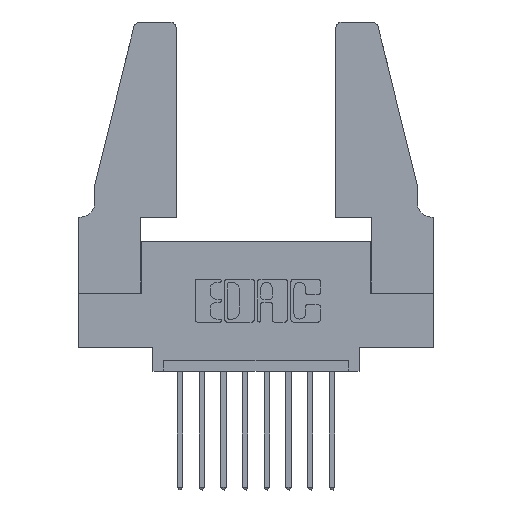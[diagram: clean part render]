
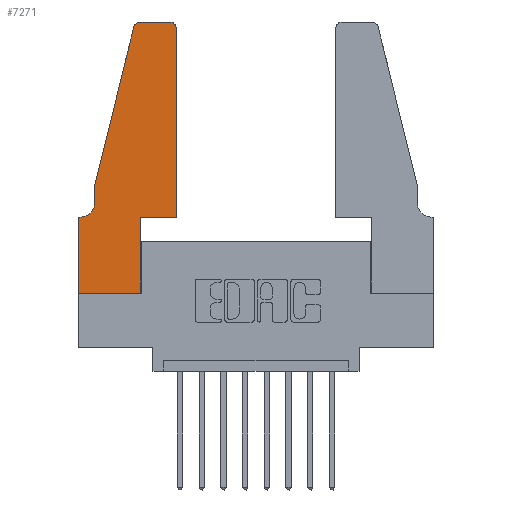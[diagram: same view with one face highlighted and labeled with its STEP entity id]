
A CAD part, top view. The second image highlights one B-rep face of the part: STEP entity #7271.
In plain terms, the highlighted planar face has unit normal (0, 0, 1).
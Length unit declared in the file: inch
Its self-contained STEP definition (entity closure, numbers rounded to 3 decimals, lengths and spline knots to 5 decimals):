
#253 = VERTEX_POINT ( 'NONE', #3812 ) ;
#444 = DIRECTION ( 'NONE',  ( 1., 0., 0. ) ) ;
#602 = CARTESIAN_POINT ( 'NONE',  ( 0.2865, 0., 0.37 ) ) ;
#668 = ORIENTED_EDGE ( 'NONE', *, *, #3176, .T. ) ;
#689 = EDGE_CURVE ( 'NONE', #12575, #8067, #10332, .T. ) ;
#729 = CARTESIAN_POINT ( 'NONE',  ( 0.4505, 1.22, 0.37 ) ) ;
#734 = VECTOR ( 'NONE', #444, 39.37008 ) ;
#975 = CARTESIAN_POINT ( 'NONE',  ( 0.0055, 0.42, 0.37 ) ) ;
#992 = DIRECTION ( 'NONE',  ( 0., 0., 1. ) ) ;
#1353 = DIRECTION ( 'NONE',  ( 1., 0., 0. ) ) ;
#1566 = DIRECTION ( 'NONE',  ( -0.239, -0.971, 0. ) ) ;
#1655 = LINE ( 'NONE', #11198, #8503 ) ;
#2056 = VECTOR ( 'NONE', #9110, 39.37008 ) ;
#2061 = VERTEX_POINT ( 'NONE', #8011 ) ;
#2078 = CARTESIAN_POINT ( 'NONE',  ( 0.0755, 0.42, 0.37 ) ) ;
#2186 = EDGE_CURVE ( 'NONE', #253, #4699, #5465, .T. ) ;
#2210 = CARTESIAN_POINT ( 'NONE',  ( 0.4205, 1.22, 0.37 ) ) ;
#2260 = DIRECTION ( 'NONE',  ( 0., 0., 1. ) ) ;
#2733 = CARTESIAN_POINT ( 'NONE',  ( 0.25487, 1.22718, 0.37 ) ) ;
#2770 = EDGE_CURVE ( 'NONE', #6867, #12575, #5744, .T. ) ;
#3082 = EDGE_CURVE ( 'NONE', #8067, #253, #9458, .T. ) ;
#3131 = ORIENTED_EDGE ( 'NONE', *, *, #2770, .T. ) ;
#3133 = DIRECTION ( 'NONE',  ( 1., 0., 0. ) ) ;
#3155 = CARTESIAN_POINT ( 'NONE',  ( 0.0755, 0.5, 0.37 ) ) ;
#3176 = EDGE_CURVE ( 'NONE', #8759, #12414, #1655, .T. ) ;
#3205 = VECTOR ( 'NONE', #11555, 39.37008 ) ;
#3419 = VECTOR ( 'NONE', #8237, 39.37008 ) ;
#3633 = CARTESIAN_POINT ( 'NONE',  ( 0.4505, 0.35, 0.37 ) ) ;
#3644 = DIRECTION ( 'NONE',  ( 0., 1., 0. ) ) ;
#3812 = CARTESIAN_POINT ( 'NONE',  ( 0.4205, 1.25, 0.37 ) ) ;
#3952 = VERTEX_POINT ( 'NONE', #602 ) ;
#4001 = EDGE_CURVE ( 'NONE', #3952, #6867, #11774, .T. ) ;
#4136 = VECTOR ( 'NONE', #3644, 39.37008 ) ;
#4307 = LINE ( 'NONE', #11293, #3205 ) ;
#4523 = ORIENTED_EDGE ( 'NONE', *, *, #12652, .T. ) ;
#4670 = EDGE_CURVE ( 'NONE', #8718, #2061, #12435, .T. ) ;
#4699 = VERTEX_POINT ( 'NONE', #4923 ) ;
#4923 = CARTESIAN_POINT ( 'NONE',  ( 0.284, 1.25, 0.37 ) ) ;
#5026 = VECTOR ( 'NONE', #12550, 39.37008 ) ;
#5036 = AXIS2_PLACEMENT_3D ( 'NONE', #9084, #992, #3133 ) ;
#5097 = ORIENTED_EDGE ( 'NONE', *, *, #6819, .T. ) ;
#5148 = DIRECTION ( 'NONE',  ( 1., 0., 0. ) ) ;
#5311 = CARTESIAN_POINT ( 'NONE',  ( 0.2605, 1.25, 0.37 ) ) ;
#5394 = ORIENTED_EDGE ( 'NONE', *, *, #4001, .T. ) ;
#5425 = CARTESIAN_POINT ( 'NONE',  ( 0.4505, 0.35, 0.37 ) ) ;
#5465 = LINE ( 'NONE', #5311, #3419 ) ;
#5744 = LINE ( 'NONE', #5425, #734 ) ;
#5971 = CARTESIAN_POINT ( 'NONE',  ( 0.4505, 0.35, 0.37 ) ) ;
#6128 = VECTOR ( 'NONE', #1353, 39.37008 ) ;
#6268 = AXIS2_PLACEMENT_3D ( 'NONE', #2210, #2260, #5148 ) ;
#6310 = VECTOR ( 'NONE', #1566, 39.37008 ) ;
#6317 = ORIENTED_EDGE ( 'NONE', *, *, #689, .T. ) ;
#6408 = ORIENTED_EDGE ( 'NONE', *, *, #12069, .T. ) ;
#6746 = DIRECTION ( 'NONE',  ( 0., 0., 1. ) ) ;
#6819 = EDGE_CURVE ( 'NONE', #4699, #11444, #8518, .T. ) ;
#6827 = DIRECTION ( 'NONE',  ( -1., 0., 0. ) ) ;
#6867 = VERTEX_POINT ( 'NONE', #10530 ) ;
#7206 = EDGE_LOOP ( 'NONE', ( #9869, #5097, #6408, #9151, #11512, #10326, #668, #4523, #5394, #3131, #6317, #8495 ) ) ;
#7254 = CARTESIAN_POINT ( 'NONE',  ( 0.0755, 0.5, 0.37 ) ) ;
#7271 = ADVANCED_FACE ( 'NONE', ( #8366 ), #10711, .T. ) ;
#7597 = EDGE_CURVE ( 'NONE', #2061, #8759, #4307, .T. ) ;
#8011 = CARTESIAN_POINT ( 'NONE',  ( 0.0055, 0.35, 0.37 ) ) ;
#8067 = VERTEX_POINT ( 'NONE', #729 ) ;
#8237 = DIRECTION ( 'NONE',  ( -1., 0., 0. ) ) ;
#8366 = FACE_OUTER_BOUND ( 'NONE', #7206, .T. ) ;
#8495 = ORIENTED_EDGE ( 'NONE', *, *, #3082, .T. ) ;
#8503 = VECTOR ( 'NONE', #9123, 39.37008 ) ;
#8518 = CIRCLE ( 'NONE', #5036, 0.03 ) ;
#8597 = DIRECTION ( 'NONE',  ( 1., 0., 0. ) ) ;
#8718 = VERTEX_POINT ( 'NONE', #2078 ) ;
#8759 = VERTEX_POINT ( 'NONE', #8980 ) ;
#8815 = CARTESIAN_POINT ( 'NONE',  ( 0.0755, 0.5, 0.37 ) ) ;
#8890 = LINE ( 'NONE', #7254, #6310 ) ;
#8980 = CARTESIAN_POINT ( 'NONE',  ( 0., 0.35, 0.37 ) ) ;
#9084 = CARTESIAN_POINT ( 'NONE',  ( 0.284, 1.22, 0.37 ) ) ;
#9110 = DIRECTION ( 'NONE',  ( 0., -1., 0. ) ) ;
#9123 = DIRECTION ( 'NONE',  ( 0., -1., 0. ) ) ;
#9144 = VERTEX_POINT ( 'NONE', #8815 ) ;
#9151 = ORIENTED_EDGE ( 'NONE', *, *, #11818, .T. ) ;
#9458 = CIRCLE ( 'NONE', #6268, 0.03 ) ;
#9465 = CARTESIAN_POINT ( 'NONE',  ( 0., 0., 0.37 ) ) ;
#9840 = AXIS2_PLACEMENT_3D ( 'NONE', #975, #12791, #6827 ) ;
#9869 = ORIENTED_EDGE ( 'NONE', *, *, #2186, .T. ) ;
#10260 = CARTESIAN_POINT ( 'NONE',  ( 0., 0., 0.37 ) ) ;
#10326 = ORIENTED_EDGE ( 'NONE', *, *, #7597, .T. ) ;
#10332 = LINE ( 'NONE', #3633, #5026 ) ;
#10530 = CARTESIAN_POINT ( 'NONE',  ( 0.2865, 0.35, 0.37 ) ) ;
#10625 = LINE ( 'NONE', #3155, #2056 ) ;
#10711 = PLANE ( 'NONE',  #12779 ) ;
#11198 = CARTESIAN_POINT ( 'NONE',  ( 0., 0., 0.37 ) ) ;
#11259 = LINE ( 'NONE', #10260, #6128 ) ;
#11293 = CARTESIAN_POINT ( 'NONE',  ( 0.0755, 0.35, 0.37 ) ) ;
#11444 = VERTEX_POINT ( 'NONE', #2733 ) ;
#11512 = ORIENTED_EDGE ( 'NONE', *, *, #4670, .T. ) ;
#11518 = CARTESIAN_POINT ( 'NONE',  ( 0.2865, 0.35, 0.37 ) ) ;
#11555 = DIRECTION ( 'NONE',  ( -1., 0., 0. ) ) ;
#11774 = LINE ( 'NONE', #11518, #4136 ) ;
#11818 = EDGE_CURVE ( 'NONE', #9144, #8718, #10625, .T. ) ;
#12069 = EDGE_CURVE ( 'NONE', #11444, #9144, #8890, .T. ) ;
#12414 = VERTEX_POINT ( 'NONE', #9465 ) ;
#12435 = CIRCLE ( 'NONE', #9840, 0.07 ) ;
#12550 = DIRECTION ( 'NONE',  ( 0., 1., 0. ) ) ;
#12575 = VERTEX_POINT ( 'NONE', #5971 ) ;
#12652 = EDGE_CURVE ( 'NONE', #12414, #3952, #11259, .T. ) ;
#12716 = CARTESIAN_POINT ( 'NONE',  ( 0., 0.35, 0.37 ) ) ;
#12779 = AXIS2_PLACEMENT_3D ( 'NONE', #12716, #6746, #8597 ) ;
#12791 = DIRECTION ( 'NONE',  ( 0., 0., -1. ) ) ;
